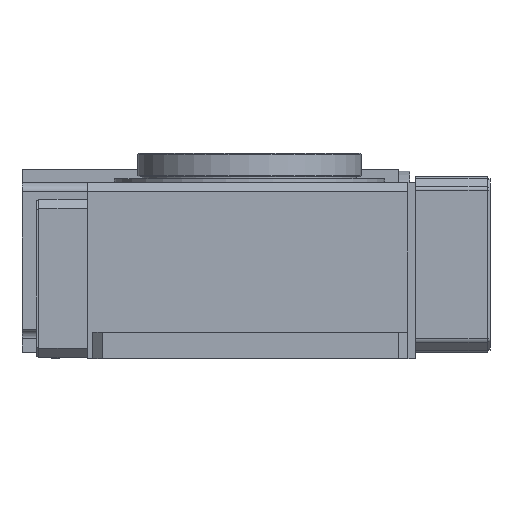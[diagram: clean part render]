
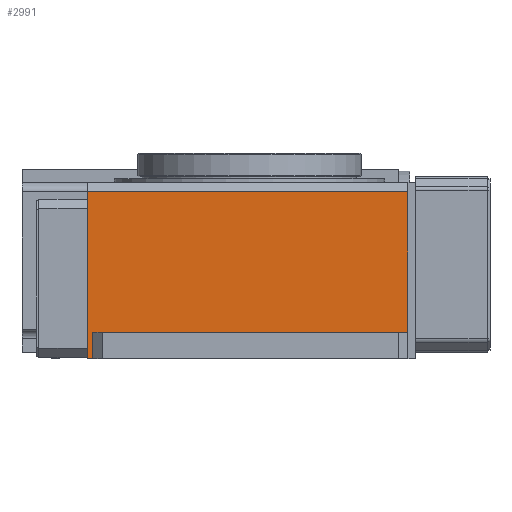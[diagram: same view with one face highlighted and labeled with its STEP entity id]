
A CAD part, left-side view. The second image highlights one B-rep face of the part: STEP entity #2991.
In plain terms, the highlighted planar face has unit normal (-1, 0, 0).
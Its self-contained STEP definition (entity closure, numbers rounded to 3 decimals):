
#2991=ADVANCED_FACE('Fl_che6',(#5916),#5917,.T.);
#5916=FACE_OUTER_BOUND('',#8945,.T.);
#5917=PLANE('',#8946);
#8945=EDGE_LOOP('',(#16174,#16175,#16176,#16177,#16178,#16179));
#8946=AXIS2_PLACEMENT_3D('',#16180,#16181,#16182);
#16174=ORIENTED_EDGE('',*,*,#19964,.T.);
#16175=ORIENTED_EDGE('',*,*,#19857,.F.);
#16176=ORIENTED_EDGE('',*,*,#19965,.T.);
#16177=ORIENTED_EDGE('',*,*,#19966,.T.);
#16178=ORIENTED_EDGE('',*,*,#19967,.F.);
#16179=ORIENTED_EDGE('',*,*,#19968,.T.);
#16180=CARTESIAN_POINT('',(-82.0,84.0,0.));
#16181=DIRECTION('',(-1.0,0.,0.));
#16182=DIRECTION('',(0.,-1.0,0.));
#19857=EDGE_CURVE('NONE',#24120,#24122,#24123,.T.);
#19964=EDGE_CURVE('NONE',#24298,#24122,#24299,.T.);
#19965=EDGE_CURVE('NONE',#24120,#24300,#24301,.T.);
#19966=EDGE_CURVE('Kante170',#24300,#24302,#24303,.T.);
#19967=EDGE_CURVE('NONE',#24304,#24302,#24305,.T.);
#19968=EDGE_CURVE('NONE',#24304,#24298,#24306,.T.);
#24120=VERTEX_POINT('NONE',#30271);
#24122=VERTEX_POINT('NONE',#30274);
#24123=LINE('',#30275,#30276);
#24298=VERTEX_POINT('NONE',#30594);
#24299=LINE('',#30595,#30596);
#24300=VERTEX_POINT('NONE',#30597);
#24301=LINE('',#30598,#30599);
#24302=VERTEX_POINT('NONE',#30600);
#24303=LINE('',#30601,#30602);
#24304=VERTEX_POINT('NONE',#30603);
#24305=LINE('',#30604,#30605);
#24306=LINE('',#30606,#30607);
#30271=CARTESIAN_POINT('',(-82.0,-85.0,14.0));
#30274=CARTESIAN_POINT('',(-82.0,84.0,14.0));
#30275=CARTESIAN_POINT('',(-82.0,84.0,14.0));
#30276=VECTOR('',#34454,1000.0);
#30594=CARTESIAN_POINT('',(-82.0,84.0,0.));
#30595=CARTESIAN_POINT('',(-82.0,84.0,0.));
#30596=VECTOR('',#34581,1000.0);
#30597=CARTESIAN_POINT('',(-82.0,-85.0,89.5));
#30598=CARTESIAN_POINT('',(-82.0,-85.0,-170.767));
#30599=VECTOR('',#34582,1000.0);
#30600=CARTESIAN_POINT('',(-82.0,87.0,89.5));
#30601=CARTESIAN_POINT('',(-82.0,84.0,89.5));
#30602=VECTOR('',#34583,1000.0);
#30603=CARTESIAN_POINT('',(-82.0,87.0,0.));
#30604=CARTESIAN_POINT('',(-82.0,87.0,0.));
#30605=VECTOR('',#34584,1000.0);
#30606=CARTESIAN_POINT('',(-82.0,84.0,0.));
#30607=VECTOR('',#34585,1000.0);
#34454=DIRECTION('',(0.,1.0,0.));
#34581=DIRECTION('',(0.,0.0,1.0));
#34582=DIRECTION('',(0.,0.0,1.0));
#34583=DIRECTION('',(0.,1.0,0.));
#34584=DIRECTION('',(0.,0.0,1.0));
#34585=DIRECTION('',(0.,-1.0,0.));
